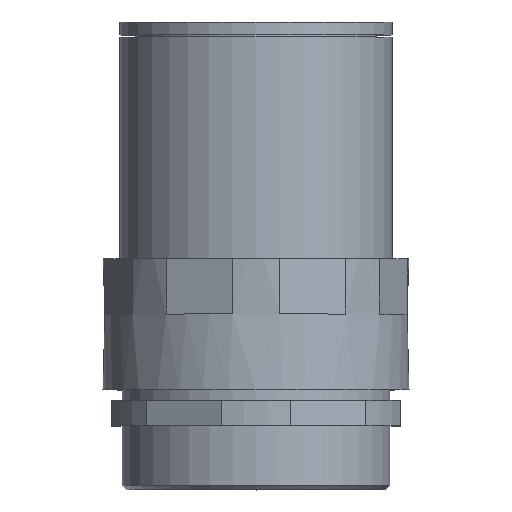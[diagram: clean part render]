
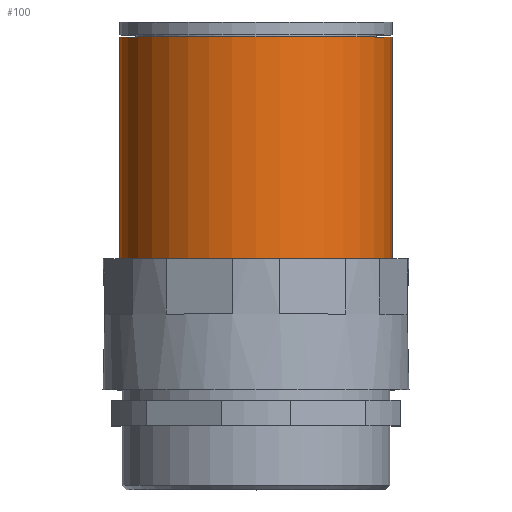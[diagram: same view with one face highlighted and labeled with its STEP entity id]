
A CAD part, top view. The second image highlights one B-rep face of the part: STEP entity #100.
In plain terms, the highlighted cylindrical face has radius 32 mm (diameter 64 mm), a full revolution.
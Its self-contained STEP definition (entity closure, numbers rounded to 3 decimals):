
#100 = ADVANCED_FACE( '', ( #191, #192 ), #193, .T. );
#191 = FACE_OUTER_BOUND( '', #304, .T. );
#192 = FACE_OUTER_BOUND( '', #305, .T. );
#193 = CYLINDRICAL_SURFACE( '', #306, 32. );
#304 = EDGE_LOOP( '', ( #550 ) );
#305 = EDGE_LOOP( '', ( #551 ) );
#306 = AXIS2_PLACEMENT_3D( '', #552, #553, #554 );
#550 = ORIENTED_EDGE( '', *, *, #779, .T. );
#551 = ORIENTED_EDGE( '', *, *, #730, .F. );
#552 = CARTESIAN_POINT( '', ( 0., -55., 0. ) );
#553 = DIRECTION( '', ( 0., 1., 0. ) );
#554 = DIRECTION( '', ( 0., 0., -1. ) );
#730 = EDGE_CURVE( '', #864, #864, #865, .T. );
#779 = EDGE_CURVE( '', #952, #952, #953, .T. );
#864 = VERTEX_POINT( '', #1059 );
#865 = CIRCLE( '', #1060, 32. );
#952 = VERTEX_POINT( '', #1169 );
#953 = CIRCLE( '', #1170, 32. );
#1059 = CARTESIAN_POINT( '', ( 0., -0.7, -32. ) );
#1060 = AXIS2_PLACEMENT_3D( '', #1269, #1270, #1271 );
#1169 = CARTESIAN_POINT( '', ( 0., 51.5, -32. ) );
#1170 = AXIS2_PLACEMENT_3D( '', #1372, #1373, #1374 );
#1269 = CARTESIAN_POINT( '', ( 0., -0.7, 0. ) );
#1270 = DIRECTION( '', ( 0., -1., 0. ) );
#1271 = DIRECTION( '', ( 0., 0., -1. ) );
#1372 = CARTESIAN_POINT( '', ( 0., 51.5, 0. ) );
#1373 = DIRECTION( '', ( 0., -1., 0. ) );
#1374 = DIRECTION( '', ( 0., 0., -1. ) );
